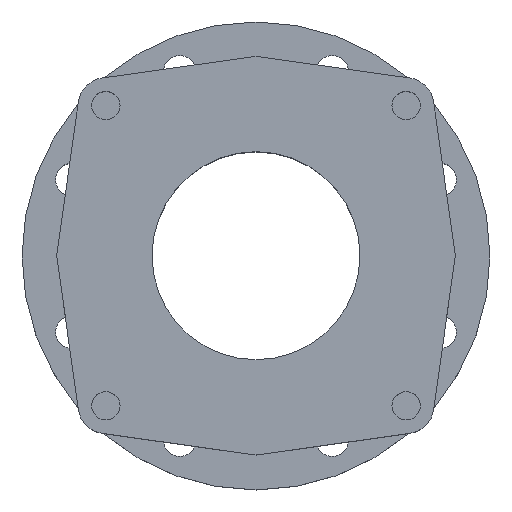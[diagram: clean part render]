
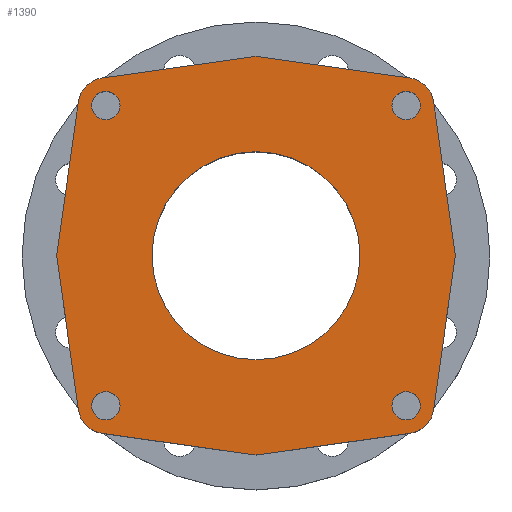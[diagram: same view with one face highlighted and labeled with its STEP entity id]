
A CAD part, top view. The second image highlights one B-rep face of the part: STEP entity #1390.
In plain terms, the highlighted planar face has unit normal (0, 0, 1).
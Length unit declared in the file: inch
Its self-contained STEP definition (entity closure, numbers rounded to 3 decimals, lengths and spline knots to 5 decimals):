
#2=DIRECTION('',(0.99,-0.139,0.));
#3=VECTOR('',#2,2.23938);
#4=CARTESIAN_POINT('',(0.,2.875,2.94));
#5=LINE('',#4,#3);
#14=CARTESIAN_POINT('',(0.,0.,2.94));
#15=DIRECTION('',(0.,0.,1.));
#16=DIRECTION('',(0.,1.,0.));
#17=AXIS2_PLACEMENT_3D('',#14,#15,#16);
#19=CARTESIAN_POINT('',(0.,0.,2.94));
#20=DIRECTION('',(0.,0.,-1.));
#21=DIRECTION('',(0.,1.,0.));
#22=AXIS2_PLACEMENT_3D('',#19,#20,#21);
#24=CARTESIAN_POINT('',(2.16104,2.16104,2.94));
#25=DIRECTION('',(0.,0.,-1.));
#26=DIRECTION('',(0.139,0.99,0.));
#27=AXIS2_PLACEMENT_3D('',#24,#25,#26);
#29=CARTESIAN_POINT('',(2.16104,-2.16104,2.94));
#30=DIRECTION('',(0.,0.,-1.));
#31=DIRECTION('',(0.99,-0.139,0.));
#32=AXIS2_PLACEMENT_3D('',#29,#30,#31);
#34=CARTESIAN_POINT('',(-2.16104,-2.16104,2.94));
#35=DIRECTION('',(0.,0.,-1.));
#36=DIRECTION('',(-0.139,-0.99,0.));
#37=AXIS2_PLACEMENT_3D('',#34,#35,#36);
#39=CARTESIAN_POINT('',(-2.16104,2.16104,2.94));
#40=DIRECTION('',(0.,0.,-1.));
#41=DIRECTION('',(-0.99,0.139,0.));
#42=AXIS2_PLACEMENT_3D('',#39,#40,#41);
#44=CARTESIAN_POINT('',(2.16551,2.16551,2.94));
#45=DIRECTION('',(0.,0.,-1.));
#46=DIRECTION('',(-1.,0.,0.));
#47=AXIS2_PLACEMENT_3D('',#44,#45,#46);
#49=CARTESIAN_POINT('',(2.16551,2.16551,2.94));
#50=DIRECTION('',(0.,0.,-1.));
#51=DIRECTION('',(1.,0.,0.));
#52=AXIS2_PLACEMENT_3D('',#49,#50,#51);
#54=CARTESIAN_POINT('',(2.16551,-2.16551,2.94));
#55=DIRECTION('',(0.,0.,-1.));
#56=DIRECTION('',(-1.,0.,0.));
#57=AXIS2_PLACEMENT_3D('',#54,#55,#56);
#59=CARTESIAN_POINT('',(2.16551,-2.16551,2.94));
#60=DIRECTION('',(0.,0.,-1.));
#61=DIRECTION('',(1.,0.,0.));
#62=AXIS2_PLACEMENT_3D('',#59,#60,#61);
#64=CARTESIAN_POINT('',(-2.16551,-2.16551,2.94));
#65=DIRECTION('',(0.,0.,-1.));
#66=DIRECTION('',(-1.,0.,0.));
#67=AXIS2_PLACEMENT_3D('',#64,#65,#66);
#69=CARTESIAN_POINT('',(-2.16551,-2.16551,2.94));
#70=DIRECTION('',(0.,0.,-1.));
#71=DIRECTION('',(1.,0.,0.));
#72=AXIS2_PLACEMENT_3D('',#69,#70,#71);
#74=CARTESIAN_POINT('',(-2.16551,2.16551,2.94));
#75=DIRECTION('',(0.,0.,-1.));
#76=DIRECTION('',(-1.,0.,0.));
#77=AXIS2_PLACEMENT_3D('',#74,#75,#76);
#79=CARTESIAN_POINT('',(-2.16551,2.16551,2.94));
#80=DIRECTION('',(0.,0.,-1.));
#81=DIRECTION('',(1.,0.,0.));
#82=AXIS2_PLACEMENT_3D('',#79,#80,#81);
#900=DIRECTION('',(0.99,0.139,0.));
#901=VECTOR('',#900,2.23938);
#902=CARTESIAN_POINT('',(-2.21758,2.56334,2.94));
#903=LINE('',#902,#901);
#916=DIRECTION('',(0.139,0.99,0.));
#917=VECTOR('',#916,2.23938);
#918=CARTESIAN_POINT('',(-2.875,0.,2.94));
#919=LINE('',#918,#917);
#928=DIRECTION('',(-0.139,0.99,0.));
#929=VECTOR('',#928,2.23938);
#930=CARTESIAN_POINT('',(-2.56334,-2.21758,2.94));
#931=LINE('',#930,#929);
#944=DIRECTION('',(-0.99,0.139,0.));
#945=VECTOR('',#944,2.23938);
#946=CARTESIAN_POINT('',(0.,-2.875,2.94));
#947=LINE('',#946,#945);
#956=DIRECTION('',(-0.99,-0.139,0.));
#957=VECTOR('',#956,2.23938);
#958=CARTESIAN_POINT('',(2.21758,-2.56334,2.94));
#959=LINE('',#958,#957);
#972=DIRECTION('',(-0.139,-0.99,0.));
#973=VECTOR('',#972,2.23938);
#974=CARTESIAN_POINT('',(2.875,0.,2.94));
#975=LINE('',#974,#973);
#984=DIRECTION('',(0.139,-0.99,0.));
#985=VECTOR('',#984,2.23938);
#986=CARTESIAN_POINT('',(2.56334,2.21758,2.94));
#987=LINE('',#986,#985);
#1138=CARTESIAN_POINT('',(0.,2.875,2.94));
#1139=CARTESIAN_POINT('',(2.21758,2.56334,2.94));
#1140=VERTEX_POINT('',#1138);
#1141=VERTEX_POINT('',#1139);
#1146=CARTESIAN_POINT('',(2.56334,2.21758,2.94));
#1147=VERTEX_POINT('',#1146);
#1150=CARTESIAN_POINT('',(2.875,0.,2.94));
#1151=VERTEX_POINT('',#1150);
#1154=CARTESIAN_POINT('',(2.56334,-2.21758,2.94));
#1155=VERTEX_POINT('',#1154);
#1158=CARTESIAN_POINT('',(2.21758,-2.56334,2.94));
#1159=VERTEX_POINT('',#1158);
#1162=CARTESIAN_POINT('',(0.,-2.875,2.94));
#1163=VERTEX_POINT('',#1162);
#1166=CARTESIAN_POINT('',(-2.21758,-2.56334,2.94));
#1167=VERTEX_POINT('',#1166);
#1172=CARTESIAN_POINT('',(-2.56334,-2.21758,2.94));
#1173=VERTEX_POINT('',#1172);
#1176=CARTESIAN_POINT('',(-2.875,0.,2.94));
#1177=VERTEX_POINT('',#1176);
#1180=CARTESIAN_POINT('',(-2.56334,2.21758,2.94));
#1181=VERTEX_POINT('',#1180);
#1184=CARTESIAN_POINT('',(-2.21758,2.56334,2.94));
#1185=VERTEX_POINT('',#1184);
#1208=CARTESIAN_POINT('',(1.96101,2.16551,2.94));
#1209=CARTESIAN_POINT('',(2.37001,2.16551,2.94));
#1210=VERTEX_POINT('',#1208);
#1211=VERTEX_POINT('',#1209);
#1216=CARTESIAN_POINT('',(1.96101,-2.16551,2.94));
#1217=CARTESIAN_POINT('',(2.37001,-2.16551,2.94));
#1218=VERTEX_POINT('',#1216);
#1219=VERTEX_POINT('',#1217);
#1224=CARTESIAN_POINT('',(-2.37001,-2.16551,2.94));
#1225=CARTESIAN_POINT('',(-1.96101,-2.16551,2.94));
#1226=VERTEX_POINT('',#1224);
#1227=VERTEX_POINT('',#1225);
#1232=CARTESIAN_POINT('',(-2.37001,2.16551,2.94));
#1233=CARTESIAN_POINT('',(-1.96101,2.16551,2.94));
#1234=VERTEX_POINT('',#1232);
#1235=VERTEX_POINT('',#1233);
#1305=CARTESIAN_POINT('',(0.,1.5,2.94));
#1307=VERTEX_POINT('',#1305);
#1309=CARTESIAN_POINT('',(0.,-1.5,2.94));
#1311=VERTEX_POINT('',#1309);
#1330=CARTESIAN_POINT('',(0.,0.,2.94));
#1331=DIRECTION('',(0.,0.,1.));
#1332=DIRECTION('',(0.,1.,0.));
#1333=AXIS2_PLACEMENT_3D('',#1330,#1331,#1332);
#1334=PLANE('',#1333);
#1335=ORIENTED_EDGE('',*,*,#1317,.T.);
#1337=ORIENTED_EDGE('',*,*,#1336,.T.);
#1339=ORIENTED_EDGE('',*,*,#1338,.T.);
#1341=ORIENTED_EDGE('',*,*,#1340,.T.);
#1343=ORIENTED_EDGE('',*,*,#1342,.T.);
#1345=ORIENTED_EDGE('',*,*,#1344,.T.);
#1347=ORIENTED_EDGE('',*,*,#1346,.T.);
#1349=ORIENTED_EDGE('',*,*,#1348,.T.);
#1351=ORIENTED_EDGE('',*,*,#1350,.T.);
#1353=ORIENTED_EDGE('',*,*,#1352,.T.);
#1355=ORIENTED_EDGE('',*,*,#1354,.T.);
#1357=ORIENTED_EDGE('',*,*,#1356,.T.);
#1358=EDGE_LOOP('',(#1335,#1337,#1339,#1341,#1343,#1345,#1347,#1349,#1351,#1353,
#1355,#1357));
#1359=FACE_OUTER_BOUND('',#1358,.F.);
#1361=ORIENTED_EDGE('',*,*,#1360,.T.);
#1363=ORIENTED_EDGE('',*,*,#1362,.F.);
#1364=EDGE_LOOP('',(#1361,#1363));
#1365=FACE_BOUND('',#1364,.F.);
#1367=ORIENTED_EDGE('',*,*,#1366,.F.);
#1369=ORIENTED_EDGE('',*,*,#1368,.F.);
#1370=EDGE_LOOP('',(#1367,#1369));
#1371=FACE_BOUND('',#1370,.F.);
#1373=ORIENTED_EDGE('',*,*,#1372,.F.);
#1375=ORIENTED_EDGE('',*,*,#1374,.F.);
#1376=EDGE_LOOP('',(#1373,#1375));
#1377=FACE_BOUND('',#1376,.F.);
#1379=ORIENTED_EDGE('',*,*,#1378,.F.);
#1381=ORIENTED_EDGE('',*,*,#1380,.F.);
#1382=EDGE_LOOP('',(#1379,#1381));
#1383=FACE_BOUND('',#1382,.F.);
#1385=ORIENTED_EDGE('',*,*,#1384,.F.);
#1387=ORIENTED_EDGE('',*,*,#1386,.F.);
#1388=EDGE_LOOP('',(#1385,#1387));
#1389=FACE_BOUND('',#1388,.F.);
#1390=ADVANCED_FACE('',(#1359,#1365,#1371,#1377,#1383,#1389),#1334,.T.);
#18=CIRCLE('',#17,1.5);
#23=CIRCLE('',#22,1.5);
#28=CIRCLE('',#27,0.40625);
#33=CIRCLE('',#32,0.40625);
#38=CIRCLE('',#37,0.40625);
#43=CIRCLE('',#42,0.40625);
#48=CIRCLE('',#47,0.2045);
#53=CIRCLE('',#52,0.2045);
#58=CIRCLE('',#57,0.2045);
#63=CIRCLE('',#62,0.2045);
#68=CIRCLE('',#67,0.2045);
#73=CIRCLE('',#72,0.2045);
#78=CIRCLE('',#77,0.2045);
#83=CIRCLE('',#82,0.2045);
#1317=EDGE_CURVE('',#1140,#1141,#5,.T.);
#1336=EDGE_CURVE('',#1141,#1147,#28,.T.);
#1338=EDGE_CURVE('',#1147,#1151,#987,.T.);
#1340=EDGE_CURVE('',#1151,#1155,#975,.T.);
#1342=EDGE_CURVE('',#1155,#1159,#33,.T.);
#1344=EDGE_CURVE('',#1159,#1163,#959,.T.);
#1346=EDGE_CURVE('',#1163,#1167,#947,.T.);
#1348=EDGE_CURVE('',#1167,#1173,#38,.T.);
#1350=EDGE_CURVE('',#1173,#1177,#931,.T.);
#1352=EDGE_CURVE('',#1177,#1181,#919,.T.);
#1354=EDGE_CURVE('',#1181,#1185,#43,.T.);
#1356=EDGE_CURVE('',#1185,#1140,#903,.T.);
#1360=EDGE_CURVE('',#1307,#1311,#18,.T.);
#1362=EDGE_CURVE('',#1307,#1311,#23,.T.);
#1366=EDGE_CURVE('',#1210,#1211,#48,.T.);
#1368=EDGE_CURVE('',#1211,#1210,#53,.T.);
#1372=EDGE_CURVE('',#1218,#1219,#58,.T.);
#1374=EDGE_CURVE('',#1219,#1218,#63,.T.);
#1378=EDGE_CURVE('',#1226,#1227,#68,.T.);
#1380=EDGE_CURVE('',#1227,#1226,#73,.T.);
#1384=EDGE_CURVE('',#1234,#1235,#78,.T.);
#1386=EDGE_CURVE('',#1235,#1234,#83,.T.);
